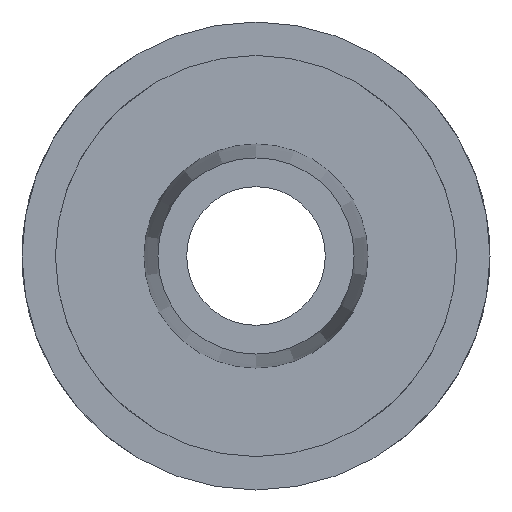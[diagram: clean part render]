
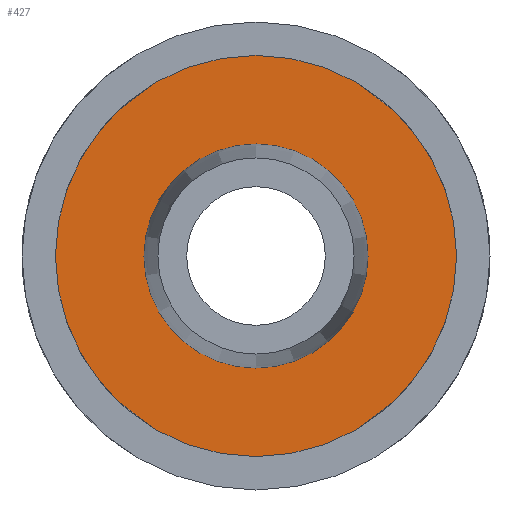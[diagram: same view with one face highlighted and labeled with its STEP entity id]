
A CAD part, left-side view. The second image highlights one B-rep face of the part: STEP entity #427.
In plain terms, the highlighted planar face has unit normal (-1, 0, 0).
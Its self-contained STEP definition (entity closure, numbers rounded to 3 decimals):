
#14=VERTEX_LOOP('',#174);
#15=VERTEX_LOOP('',#175);
#18=PLANE('',#464);
#36=CIRCLE('',#456,4.05);
#42=CIRCLE('',#465,2.262);
#72=ORIENTED_EDGE('',*,*,#129,.T.);
#73=ORIENTED_EDGE('',*,*,#139,.F.);
#129=EDGE_CURVE('',#164,#164,#36,.T.);
#139=EDGE_CURVE('',#176,#176,#42,.T.);
#164=VERTEX_POINT('',#605);
#174=VERTEX_POINT('',#627);
#175=VERTEX_POINT('',#628);
#176=VERTEX_POINT('',#630);
#226=EDGE_LOOP('',(#72));
#227=EDGE_LOOP('',(#73));
#260=FACE_BOUND('',#14,.T.);
#261=FACE_BOUND('',#15,.T.);
#262=FACE_BOUND('',#226,.T.);
#263=FACE_BOUND('',#227,.T.);
#427=ADVANCED_FACE('',(#260,#261,#262,#263),#18,.F.);
#456=AXIS2_PLACEMENT_3D('',#604,#509,#510);
#464=AXIS2_PLACEMENT_3D('',#626,#529,#530);
#465=AXIS2_PLACEMENT_3D('',#629,#531,#532);
#509=DIRECTION('',(-1.,0.,0.));
#510=DIRECTION('',(0.,0.,1.));
#529=DIRECTION('',(1.,0.,0.));
#530=DIRECTION('',(0.,0.,-1.));
#531=DIRECTION('',(-1.,0.,0.));
#532=DIRECTION('',(0.,0.,1.));
#604=CARTESIAN_POINT('',(-1.,0.,0.));
#605=CARTESIAN_POINT('',(-1.,0.,4.05));
#626=CARTESIAN_POINT('',(-1.,0.,2.262));
#627=CARTESIAN_POINT('',(-1.,0.,-3.45));
#628=CARTESIAN_POINT('',(-1.,0.,3.45));
#629=CARTESIAN_POINT('',(-1.,0.,0.));
#630=CARTESIAN_POINT('',(-1.,0.,2.262));
